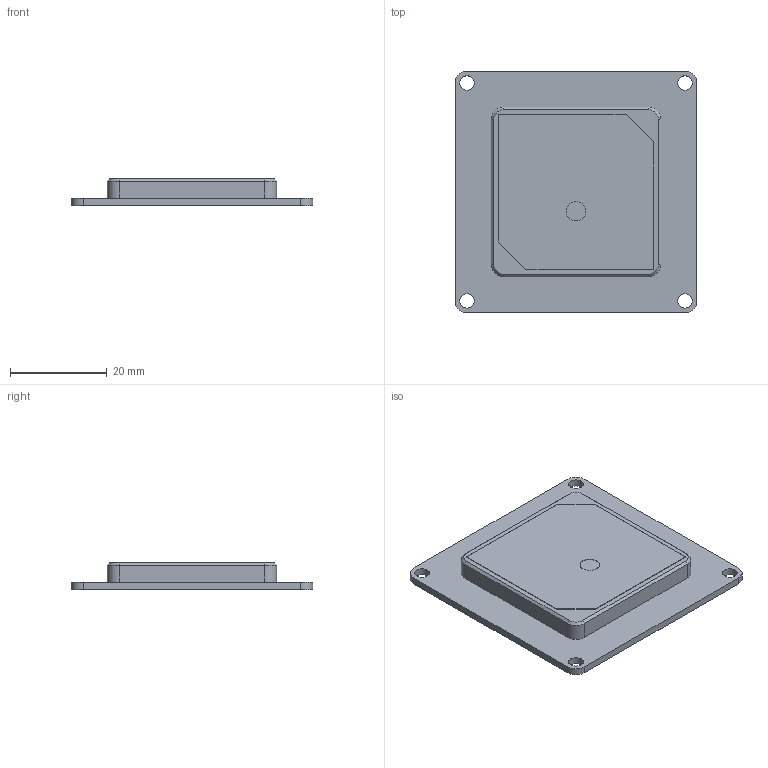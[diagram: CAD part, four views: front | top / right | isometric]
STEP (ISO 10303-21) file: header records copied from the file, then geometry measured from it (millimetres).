
FILE_DESCRIPTION(/* description */ (''),/* implementation_level */ '2;1');
FILE_NAME(/* name */ 'GPS-50mm.stp',/* time_stamp */ '2015-11-17T15:43:18+01:00',/* author */ ('Stephan'),/* organization */ (''),/* preprocessor_version */ 'ST-DEVELOPER v16.1',/* originating_system */ 'Autodesk Inventor 2016',/* authorisation */ '');
FILE_SCHEMA (('AUTOMOTIVE_DESIGN { 1 0 10303 214 3 1 1 }'));
Length unit declared in the file: millimetre
Products named in the file (1): GPS-50mm
Bounding box: 50 x 50 x 5.6 mm (x, y, z)
Volume: 8659.2 mm3; surface area: 5799 mm2
Topology: 1 solids, 1 shells, 40 faces, 101 edges, 66 vertices
Faces by surface type: plane 23, cylinder 13, cone 4
Full cylindrical faces by diameter (mm): 3 x4, 4 x1
Entity records: 1233 total; most frequent: DIRECTION 204, CARTESIAN_POINT 195, ORIENTED_EDGE 184, EDGE_CURVE 92, AXIS2_PLACEMENT_3D 71, LINE 62, VECTOR 62, VERTEX_POINT 62
